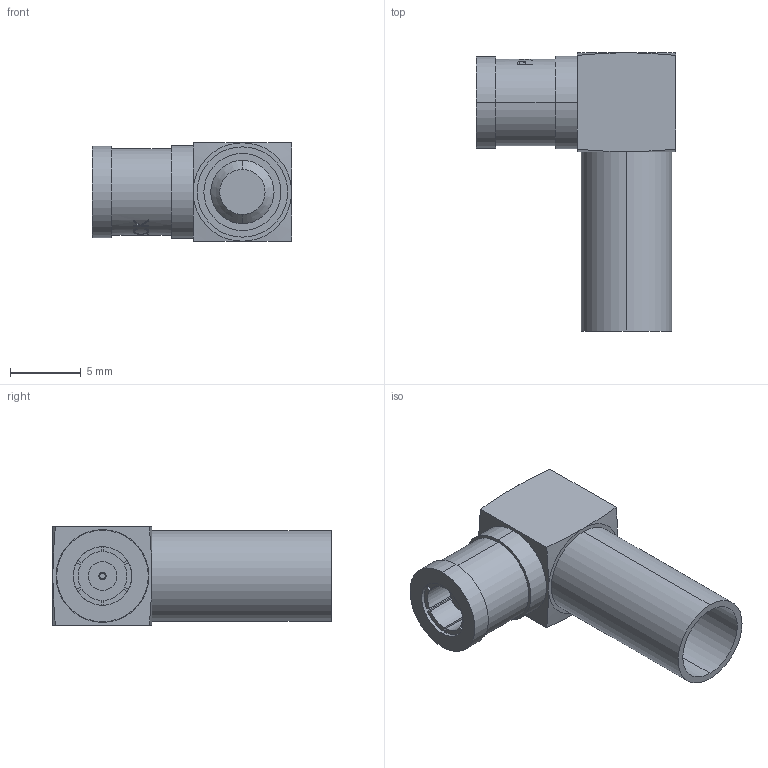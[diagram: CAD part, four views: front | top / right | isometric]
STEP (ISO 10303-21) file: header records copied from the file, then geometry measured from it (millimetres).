
FILE_DESCRIPTION (( 'STEP AP214' ), '1' );
FILE_NAME ('PE4522.STEP', '2017-08-17T19:44:20', ( '' ), ( '' ), 'SwSTEP 2.0', 'SolidWorks 2014', '' );
FILE_SCHEMA (( 'AUTOMOTIVE_DESIGN' ));
Length unit declared in the file: inch
Products named in the file (1): PE4522
Bounding box: 14.07 x 19.66 x 6.96 mm (x, y, z)
Volume: 677.2 mm3; surface area: 1202.7 mm2
Topology: 2 solids, 2 shells, 210 faces, 544 edges, 360 vertices
Faces by surface type: plane 95, bspline 61, cylinder 44, cone 10
Entity records: 9057 total; most frequent: CARTESIAN_POINT 4217, ORIENTED_EDGE 1088, DIRECTION 779, EDGE_CURVE 544, VERTEX_POINT 360, AXIS2_PLACEMENT_3D 305, EDGE_LOOP 234, B_SPLINE_CURVE_WITH_KNOTS 220
